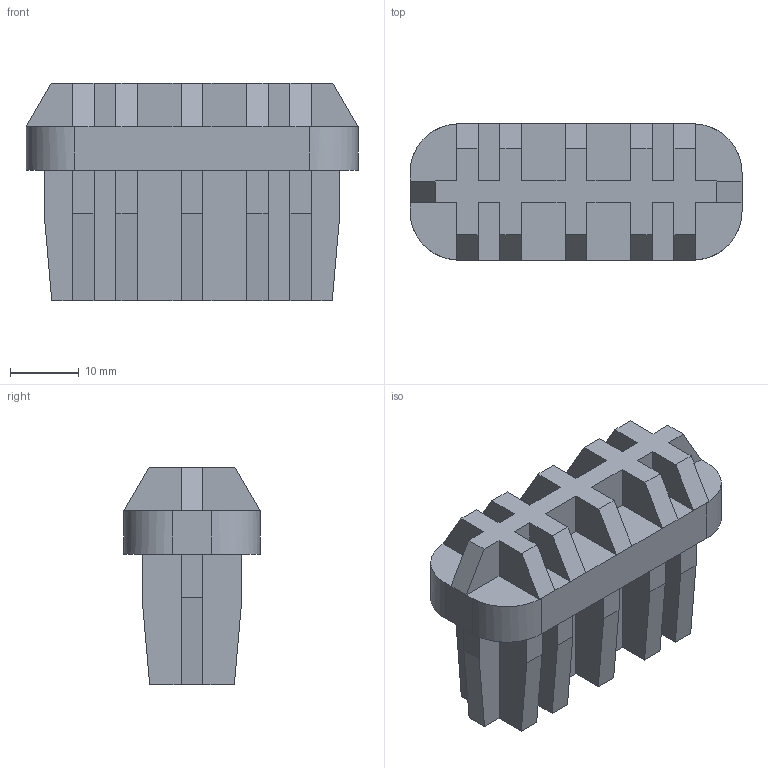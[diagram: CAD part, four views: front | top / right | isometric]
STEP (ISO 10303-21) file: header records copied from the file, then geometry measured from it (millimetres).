
FILE_DESCRIPTION(('CATIA V5 STEP Exchange'),'2;1');
FILE_NAME('DE1132.stp','2020-03-24T12:53:03+00:00',('none'),('none'),'CATIA Version 5-6 Release 2019 SP3','CATIA V5 STEP AP203 v1','none');
FILE_SCHEMA(('CONFIG_CONTROL_DESIGN'));
Length unit declared in the file: inch
Products named in the file (1): CMHE4618
Bounding box: 48.41 x 19.86 x 31.75 mm (x, y, z)
Volume: 13832.1 mm3; surface area: 7685.2 mm2
Topology: 1 solids, 1 shells, 127 faces, 344 edges, 220 vertices
Faces by surface type: plane 123, cylinder 4
Entity records: 3596 total; most frequent: ORIENTED_EDGE 688, CARTESIAN_POINT 641, DIRECTION 463, EDGE_CURVE 344, VECTOR 321, LINE 321, VERTEX_POINT 220, EDGE_LOOP 128
